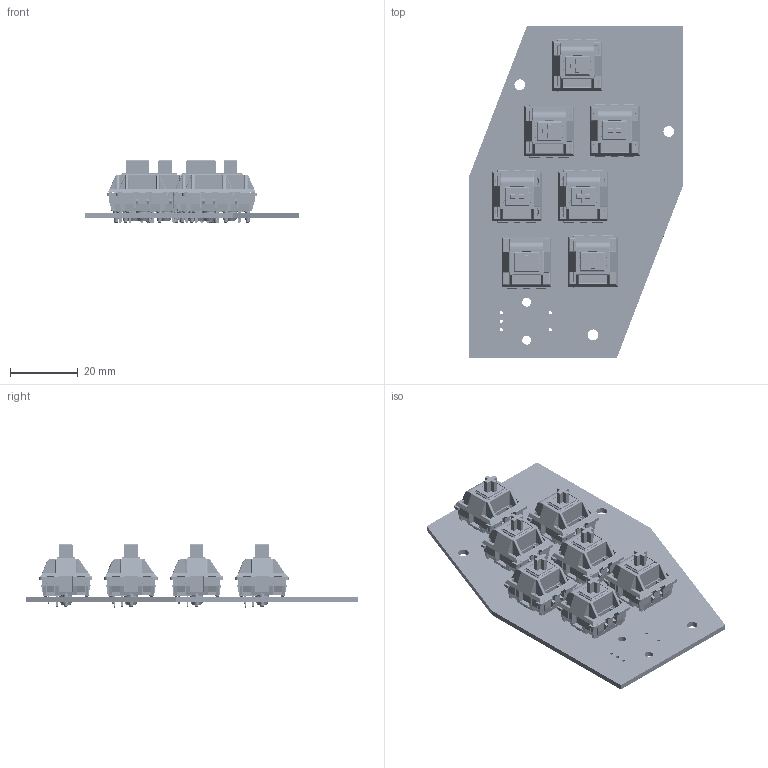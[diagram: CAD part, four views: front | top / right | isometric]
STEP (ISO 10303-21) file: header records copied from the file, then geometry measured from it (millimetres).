
FILE_DESCRIPTION(('KiCad electronic assembly'),'2;1');
FILE_NAME('Hackpad.step','2025-07-21T02:44:32',('Pcbnew'),('Kicad'), 'Open CASCADE STEP processor 7.8','KiCad to STEP converter','Unknown' );
FILE_SCHEMA(('AUTOMOTIVE_DESIGN { 1 0 10303 214 1 1 1 1 }'));
Length unit declared in the file: millimetre
Products named in the file (4): Hackpad 1; SW_Cherry_MX_PCB; Hackpad_soldermask; Hackpad_PCB
Assembly tree (9 placements, depth 2):
  Hackpad 1
    SW_Cherry_MX_PCB  x7
    Hackpad_soldermask
    Hackpad_PCB
Bounding box: 62.9 x 97.82 x 18.6 mm (x, y, z)
Volume: 14726.9 mm3; surface area: 44148.6 mm2
Topology: 50 solids, 52 shells, 6658 faces, 17649 edges, 11163 vertices
Faces by surface type: plane 4098, cylinder 1832, torus 252, bspline 224, sphere 182, cone 70
Full cylindrical faces by diameter (mm): 0.3 x9, 1 x5, 1.5 x14, 1.75 x14, 2.6 x2, 3.2 x3, 4 x7
Entity records: 48024 total; most frequent: CARTESIAN_POINT 15385, ORIENTED_EDGE 5416, DIRECTION 5175, EDGE_CURVE 2759, LINE 1921, VECTOR 1921, VERTEX_POINT 1785, AXIS2_PLACEMENT_3D 1627
